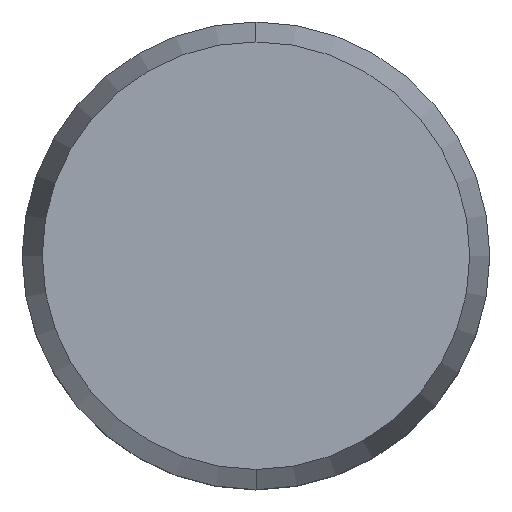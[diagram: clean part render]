
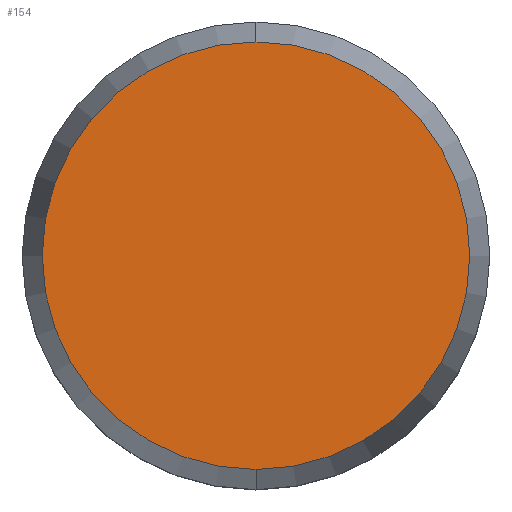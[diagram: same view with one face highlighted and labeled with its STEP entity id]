
A CAD part, top view. The second image highlights one B-rep face of the part: STEP entity #154.
In plain terms, the highlighted planar face has unit normal (0, 0, 1).
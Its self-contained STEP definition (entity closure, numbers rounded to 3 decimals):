
#74=EDGE_CURVE('',#76,#116,#179,.T.);
#76=VERTEX_POINT('',#181);
#116=VERTEX_POINT('',#224);
#120=EDGE_CURVE('',#116,#76,#228,.T.);
#154=ADVANCED_FACE('',(#269),#270,.T.);
#179=CIRCLE('',#289,4.571);
#181=CARTESIAN_POINT('',(0.,4.571,6.));
#224=CARTESIAN_POINT('',(0.,-4.571,6.));
#228=CIRCLE('',#356,4.571);
#269=FACE_OUTER_BOUND('',#402,.T.);
#270=PLANE('',#403);
#289=AXIS2_PLACEMENT_3D('',#417,#418,#419);
#356=AXIS2_PLACEMENT_3D('',#465,#466,#467);
#402=EDGE_LOOP('',(#529,#530));
#403=AXIS2_PLACEMENT_3D('',#531,#532,#533);
#417=CARTESIAN_POINT('',(0.,0.,6.));
#418=DIRECTION('',(0.0,0.0,1.0));
#419=DIRECTION('',(0.,-1.0,0.0));
#465=CARTESIAN_POINT('',(0.,0.,6.));
#466=DIRECTION('',(0.0,0.0,1.0));
#467=DIRECTION('',(0.,-1.0,0.0));
#529=ORIENTED_EDGE('',*,*,#120,.T.);
#530=ORIENTED_EDGE('',*,*,#74,.T.);
#531=CARTESIAN_POINT('',(0.,-2.286,6.));
#532=DIRECTION('',(0.0,0.0,1.0));
#533=DIRECTION('',(0.,-1.0,0.0));
